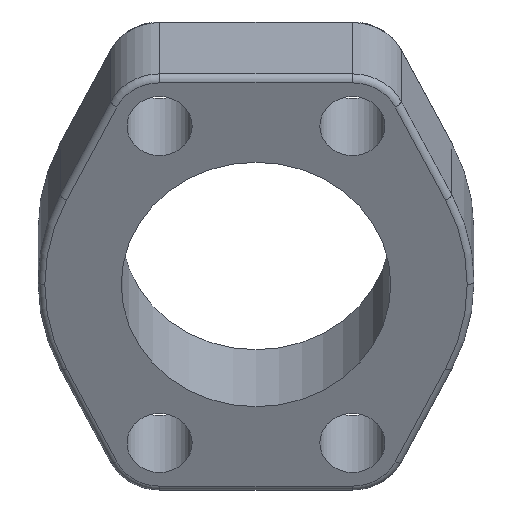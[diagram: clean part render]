
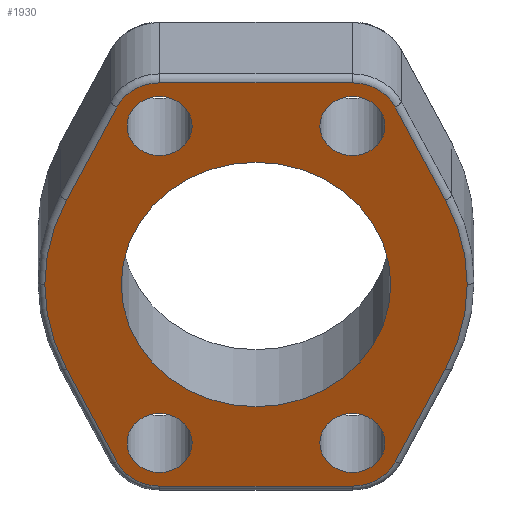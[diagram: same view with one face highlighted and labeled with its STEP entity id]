
A CAD part, left-side view. The second image highlights one B-rep face of the part: STEP entity #1930.
In plain terms, the highlighted face is planar.
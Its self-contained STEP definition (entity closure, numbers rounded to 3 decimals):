
#10=CARTESIAN_POINT('',(0.,0.,0.));
#20=DIRECTION('',(0.,0.,1.));
#30=DIRECTION('',(1.,0.,0.));
#40=AXIS2_PLACEMENT_3D('',#10,#20,#30);
#50=PLANE('',#40);
#60=CARTESIAN_POINT('',(21.478,-49.5,0.));
#70=DIRECTION('',(-1.,0.,0.));
#80=VECTOR('',#70,1.);
#90=LINE('',#60,#80);
#100=CARTESIAN_POINT('',(21.45,-49.5,0.));
#110=VERTEX_POINT('',#100);
#120=CARTESIAN_POINT('',(-21.45,-49.5,0.));
#130=VERTEX_POINT('',#120);
#140=EDGE_CURVE('',#110,#130,#90,.T.);
#150=ORIENTED_EDGE('',*,*,#140,.T.);
#160=CARTESIAN_POINT('',(21.45,-38.9,0.));
#170=DIRECTION('',(0.,0.,-1.));
#180=DIRECTION('',(0.898,-0.441,0.));
#190=AXIS2_PLACEMENT_3D('',#160,#170,#180);
#200=CIRCLE('',#190,10.6);
#210=CARTESIAN_POINT('',(30.965,-43.572,0.));
#220=VERTEX_POINT('',#210);
#230=EDGE_CURVE('',#220,#110,#200,.T.);
#240=ORIENTED_EDGE('',*,*,#230,.T.);
#250=CARTESIAN_POINT('',(42.2,-20.691,0.));
#260=DIRECTION('',(-0.441,-0.898,0.));
#270=VECTOR('',#260,1.);
#280=LINE('',#250,#270);
#290=CARTESIAN_POINT('',(42.188,-20.716,0.));
#300=VERTEX_POINT('',#290);
#310=EDGE_CURVE('',#300,#220,#280,.T.);
#320=ORIENTED_EDGE('',*,*,#310,.T.);
#330=CARTESIAN_POINT('',(0.,0.,0.));
#340=DIRECTION('',(0.,0.,-1.));
#350=DIRECTION('',(0.898,0.441,0.));
#360=AXIS2_PLACEMENT_3D('',#330,#340,#350);
#370=CIRCLE('',#360,47.);
#380=CARTESIAN_POINT('',(47.,0.,0.));
#390=VERTEX_POINT('',#380);
#400=EDGE_CURVE('',#390,#300,#370,.T.);
#410=ORIENTED_EDGE('',*,*,#400,.T.);
#420=CARTESIAN_POINT('',(42.188,20.716,0.));
#430=VERTEX_POINT('',#420);
#440=EDGE_CURVE('',#430,#390,#370,.T.);
#450=ORIENTED_EDGE('',*,*,#440,.T.);
#460=CARTESIAN_POINT('',(30.952,43.597,0.));
#470=DIRECTION('',(0.441,-0.898,0.));
#480=VECTOR('',#470,1.);
#490=LINE('',#460,#480);
#500=CARTESIAN_POINT('',(30.965,43.572,0.));
#510=VERTEX_POINT('',#500);
#520=EDGE_CURVE('',#510,#430,#490,.T.);
#530=ORIENTED_EDGE('',*,*,#520,.T.);
#540=CARTESIAN_POINT('',(21.45,38.9,0.));
#550=DIRECTION('',(0.,0.,-1.));
#560=DIRECTION('',(0.,1.,0.));
#570=AXIS2_PLACEMENT_3D('',#540,#550,#560);
#580=CIRCLE('',#570,10.6);
#590=CARTESIAN_POINT('',(21.45,49.5,0.));
#600=VERTEX_POINT('',#590);
#610=EDGE_CURVE('',#600,#510,#580,.T.);
#620=ORIENTED_EDGE('',*,*,#610,.T.);
#630=CARTESIAN_POINT('',(-21.478,49.5,0.));
#640=DIRECTION('',(1.,0.,0.));
#650=VECTOR('',#640,1.);
#660=LINE('',#630,#650);
#670=CARTESIAN_POINT('',(-21.45,49.5,0.));
#680=VERTEX_POINT('',#670);
#690=EDGE_CURVE('',#680,#600,#660,.T.);
#700=ORIENTED_EDGE('',*,*,#690,.T.);
#710=CARTESIAN_POINT('',(-21.45,38.9,0.));
#720=DIRECTION('',(0.,0.,-1.));
#730=DIRECTION('',(-0.898,0.441,0.));
#740=AXIS2_PLACEMENT_3D('',#710,#720,#730);
#750=CIRCLE('',#740,10.6);
#760=CARTESIAN_POINT('',(-30.965,43.572,0.));
#770=VERTEX_POINT('',#760);
#780=EDGE_CURVE('',#770,#680,#750,.T.);
#790=ORIENTED_EDGE('',*,*,#780,.T.);
#800=CARTESIAN_POINT('',(-42.2,20.691,0.));
#810=DIRECTION('',(0.441,0.898,0.));
#820=VECTOR('',#810,1.);
#830=LINE('',#800,#820);
#840=CARTESIAN_POINT('',(-42.188,20.716,0.));
#850=VERTEX_POINT('',#840);
#860=EDGE_CURVE('',#850,#770,#830,.T.);
#870=ORIENTED_EDGE('',*,*,#860,.T.);
#880=CARTESIAN_POINT('',(0.,0.,0.));
#890=DIRECTION('',(0.,0.,-1.));
#900=DIRECTION('',(-0.898,-0.441,0.));
#910=AXIS2_PLACEMENT_3D('',#880,#890,#900);
#920=CIRCLE('',#910,47.);
#930=CARTESIAN_POINT('',(-47.,0.,0.));
#940=VERTEX_POINT('',#930);
#950=EDGE_CURVE('',#940,#850,#920,.T.);
#960=ORIENTED_EDGE('',*,*,#950,.T.);
#970=CARTESIAN_POINT('',(-42.188,-20.716,0.));
#980=VERTEX_POINT('',#970);
#990=EDGE_CURVE('',#980,#940,#920,.T.);
#1000=ORIENTED_EDGE('',*,*,#990,.T.);
#1010=CARTESIAN_POINT('',(-30.952,-43.597,0.));
#1020=DIRECTION('',(-0.441,0.898,0.));
#1030=VECTOR('',#1020,1.);
#1040=LINE('',#1010,#1030);
#1050=CARTESIAN_POINT('',(-30.965,-43.572,0.));
#1060=VERTEX_POINT('',#1050);
#1070=EDGE_CURVE('',#1060,#980,#1040,.T.);
#1080=ORIENTED_EDGE('',*,*,#1070,.T.);
#1090=CARTESIAN_POINT('',(-21.45,-38.9,0.));
#1100=DIRECTION('',(0.,0.,-1.));
#1110=DIRECTION('',(0.,-1.,0.));
#1120=AXIS2_PLACEMENT_3D('',#1090,#1100,#1110);
#1130=CIRCLE('',#1120,10.6);
#1140=EDGE_CURVE('',#130,#1060,#1130,.T.);
#1150=ORIENTED_EDGE('',*,*,#1140,.T.);
#1160=EDGE_LOOP('',(#1150,#1080,#1000,#960,#870,#790,#700,#620,#530,#450
,#410,#320,#240,#150));
#1170=FACE_OUTER_BOUND('',#1160,.T.);
#1180=CARTESIAN_POINT('',(-21.45,-38.9,0.));
#1190=DIRECTION('',(0.,0.,-1.));
#1200=DIRECTION('',(1.,0.,0.));
#1210=AXIS2_PLACEMENT_3D('',#1180,#1190,#1200);
#1220=CIRCLE('',#1210,7.25);
#1230=CARTESIAN_POINT('',(-14.2,-38.9,0.));
#1240=VERTEX_POINT('',#1230);
#1250=CARTESIAN_POINT('',(-28.7,-38.9,0.));
#1260=VERTEX_POINT('',#1250);
#1270=EDGE_CURVE('',#1240,#1260,#1220,.T.);
#1280=ORIENTED_EDGE('',*,*,#1270,.F.);
#1290=EDGE_CURVE('',#1260,#1240,#1220,.T.);
#1300=ORIENTED_EDGE('',*,*,#1290,.F.);
#1310=EDGE_LOOP('',(#1300,#1280));
#1320=FACE_BOUND('',#1310,.T.);
#1330=CARTESIAN_POINT('',(21.45,-38.9,0.));
#1340=DIRECTION('',(0.,0.,-1.));
#1350=DIRECTION('',(1.,0.,0.));
#1360=AXIS2_PLACEMENT_3D('',#1330,#1340,#1350);
#1370=CIRCLE('',#1360,7.25);
#1380=CARTESIAN_POINT('',(28.7,-38.9,0.));
#1390=VERTEX_POINT('',#1380);
#1400=CARTESIAN_POINT('',(14.2,-38.9,0.));
#1410=VERTEX_POINT('',#1400);
#1420=EDGE_CURVE('',#1390,#1410,#1370,.T.);
#1430=ORIENTED_EDGE('',*,*,#1420,.F.);
#1440=EDGE_CURVE('',#1410,#1390,#1370,.T.);
#1450=ORIENTED_EDGE('',*,*,#1440,.F.);
#1460=EDGE_LOOP('',(#1450,#1430));
#1470=FACE_BOUND('',#1460,.T.);
#1480=CARTESIAN_POINT('',(-21.45,38.9,0.));
#1490=DIRECTION('',(0.,0.,-1.));
#1500=DIRECTION('',(1.,0.,0.));
#1510=AXIS2_PLACEMENT_3D('',#1480,#1490,#1500);
#1520=CIRCLE('',#1510,7.25);
#1530=CARTESIAN_POINT('',(-28.7,38.9,0.));
#1540=VERTEX_POINT('',#1530);
#1550=CARTESIAN_POINT('',(-14.2,38.9,0.));
#1560=VERTEX_POINT('',#1550);
#1570=EDGE_CURVE('',#1540,#1560,#1520,.T.);
#1580=ORIENTED_EDGE('',*,*,#1570,.F.);
#1590=EDGE_CURVE('',#1560,#1540,#1520,.T.);
#1600=ORIENTED_EDGE('',*,*,#1590,.F.);
#1610=EDGE_LOOP('',(#1600,#1580));
#1620=FACE_BOUND('',#1610,.T.);
#1630=CARTESIAN_POINT('',(0.,0.,0.));
#1640=DIRECTION('',(0.,0.,1.));
#1650=DIRECTION('',(-1.,0.,0.));
#1660=AXIS2_PLACEMENT_3D('',#1630,#1640,#1650);
#1670=CIRCLE('',#1660,30.);
#1680=CARTESIAN_POINT('',(-30.,0.,0.));
#1690=VERTEX_POINT('',#1680);
#1700=CARTESIAN_POINT('',(30.,0.,0.));
#1710=VERTEX_POINT('',#1700);
#1720=EDGE_CURVE('',#1690,#1710,#1670,.T.);
#1730=ORIENTED_EDGE('',*,*,#1720,.T.);
#1740=EDGE_CURVE('',#1710,#1690,#1670,.T.);
#1750=ORIENTED_EDGE('',*,*,#1740,.T.);
#1760=EDGE_LOOP('',(#1750,#1730));
#1770=FACE_BOUND('',#1760,.T.);
#1780=CARTESIAN_POINT('',(21.45,38.9,0.));
#1790=DIRECTION('',(0.,0.,-1.));
#1800=DIRECTION('',(1.,0.,0.));
#1810=AXIS2_PLACEMENT_3D('',#1780,#1790,#1800);
#1820=CIRCLE('',#1810,7.25);
#1830=CARTESIAN_POINT('',(28.7,38.9,0.));
#1840=VERTEX_POINT('',#1830);
#1850=CARTESIAN_POINT('',(14.2,38.9,0.));
#1860=VERTEX_POINT('',#1850);
#1870=EDGE_CURVE('',#1840,#1860,#1820,.T.);
#1880=ORIENTED_EDGE('',*,*,#1870,.F.);
#1890=EDGE_CURVE('',#1860,#1840,#1820,.T.);
#1900=ORIENTED_EDGE('',*,*,#1890,.F.);
#1910=EDGE_LOOP('',(#1900,#1880));
#1920=FACE_BOUND('',#1910,.T.);
#1930=ADVANCED_FACE('',(#1170,#1320,#1470,#1620,#1770,#1920),#50,.F.);
